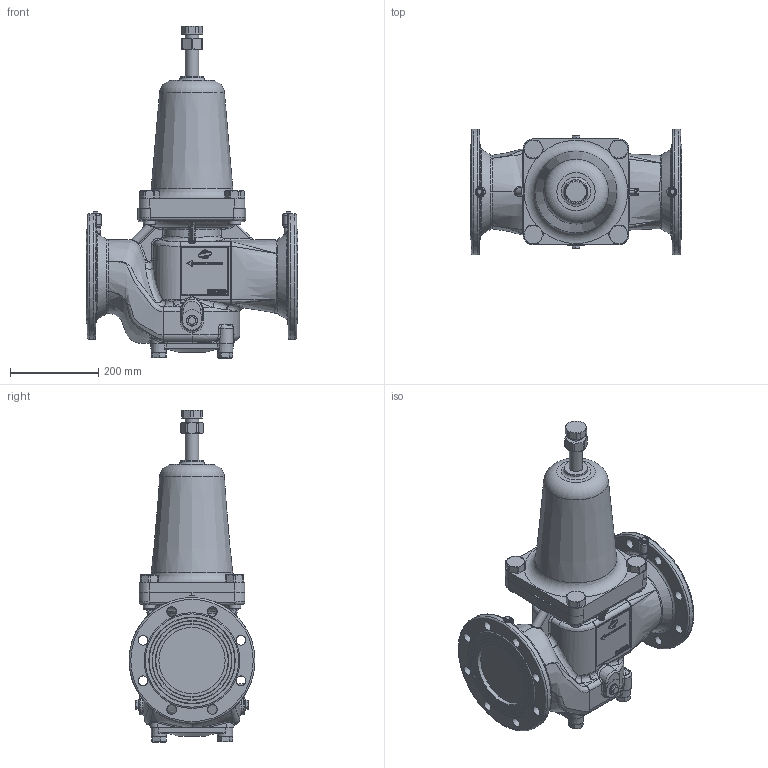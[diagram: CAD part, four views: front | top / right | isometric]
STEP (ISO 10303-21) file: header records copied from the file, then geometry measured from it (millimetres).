
FILE_DESCRIPTION(/* description */ (''),/* implementation_level */ '2;1');
FILE_NAME(/* name */ '060812.stp',/* time_stamp */ '2015-10-27T13:57:17+01:00',/* author */ ('powierski'),/* organization */ (''),/* preprocessor_version */ 'ST-DEVELOPER v15.6',/* originating_system */ 'Autodesk Inventor 2015',/* authorisation */ '');
FILE_SCHEMA (('AUTOMOTIVE_DESIGN { 1 0 10303 214 3 1 1 }'));
Length unit declared in the file: millimetre
Products named in the file (1): 060812_step
Bounding box: 480 x 285 x 751.89 mm (x, y, z)
Volume: 26789566.2 mm3; surface area: 950743.4 mm2
Topology: 1 solids, 23 shells, 1410 faces, 3299 edges, 1961 vertices
Faces by surface type: bspline 465, cylinder 401, plane 292, cone 155, torus 80, sphere 17
Full cylindrical faces by diameter (mm): 11 x2, 11.45 x2, 16.5 x2, 17.294 x4, 18.5 x4, 18.8 x2, 20 x6, 22 x20, 25 x2, 27 x8, 28 x4, 28.19 x4, 29 x3, 30 x2, 32 x1, 54 x1, 150 x2, 285 x2
Entity records: 72056 total; most frequent: CARTESIAN_POINT 42585, ORIENTED_EDGE 6114, DIRECTION 4899, EDGE_CURVE 3055, AXIS2_PLACEMENT_3D 2033, VERTEX_POINT 1890, EDGE_LOOP 1677, STYLED_ITEM 1411
